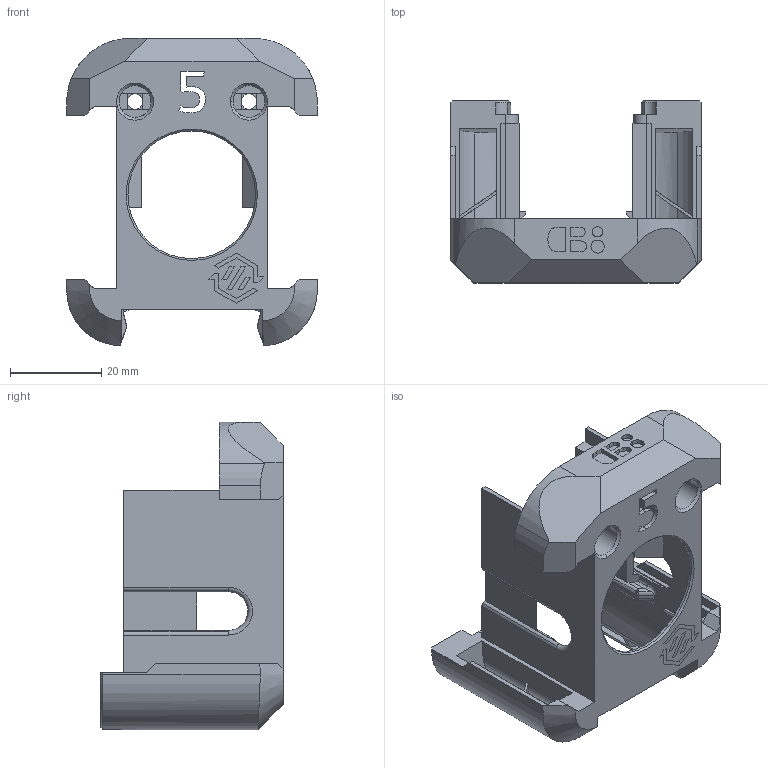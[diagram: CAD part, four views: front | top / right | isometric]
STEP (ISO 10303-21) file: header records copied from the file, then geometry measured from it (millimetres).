
FILE_DESCRIPTION (( 'STEP AP203' ), '1' );
FILE_NAME ('SC Dragonburner Cowl T5.STEP', '2024-02-20T07:36:04', ( '' ), ( '' ), 'SwSTEP 2.0', 'SolidWorks 2022', '' );
FILE_SCHEMA (( 'CONFIG_CONTROL_DESIGN' ));
Length unit declared in the file: millimetre
Products named in the file (3): SC Dragonburner Cowl T5; Stealthchanger_DB_Cowl_T5.2; SC Logo cutout
Assembly tree (2 placements, depth 2):
  SC Dragonburner Cowl T5
    Stealthchanger_DB_Cowl_T5.2
    SC Logo cutout
Bounding box: 55 x 40 x 67.41 mm (x, y, z)
Volume: 16511.9 mm3; surface area: 18659.2 mm2
Topology: 2 solids, 3 shells, 519 faces, 1414 edges, 906 vertices
Faces by surface type: plane 279, cylinder 134, bspline 60, cone 32, sphere 8, torus 6
Entity records: 17901 total; most frequent: CARTESIAN_POINT 5014, ORIENTED_EDGE 2816, DIRECTION 2332, EDGE_CURVE 1408, LINE 930, VECTOR 930, VERTEX_POINT 906, AXIS2_PLACEMENT_3D 701
